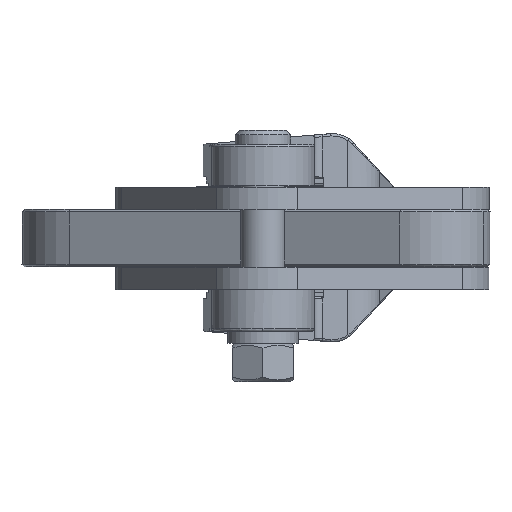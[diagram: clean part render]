
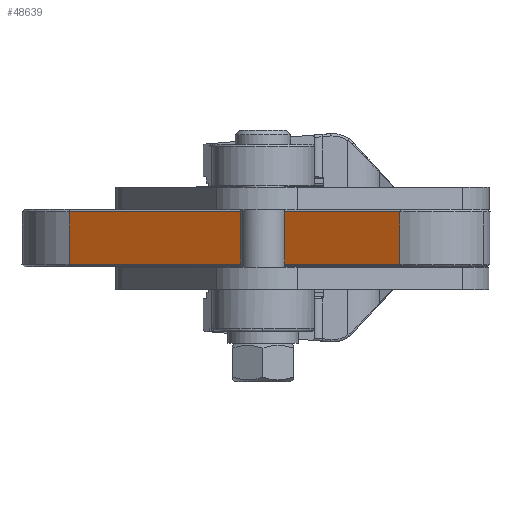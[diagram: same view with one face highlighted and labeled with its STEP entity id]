
A CAD part, front view. The second image highlights one B-rep face of the part: STEP entity #48639.
In plain terms, the highlighted face is planar.
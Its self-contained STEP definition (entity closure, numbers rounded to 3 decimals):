
#3009 = VECTOR ( 'NONE', #21218, 1000. ) ;
#3171 = CARTESIAN_POINT ( 'NONE',  ( 79.7, -13.2, 0.5 ) ) ;
#3983 = DIRECTION ( 'NONE',  ( -1., 0., 0. ) ) ;
#4215 = VERTEX_POINT ( 'NONE', #3171 ) ;
#4631 = EDGE_CURVE ( 'NONE', #32878, #4215, #12169, .T. ) ;
#11298 = VERTEX_POINT ( 'NONE', #37797 ) ;
#12169 = LINE ( 'NONE', #32630, #34420 ) ;
#12202 = VECTOR ( 'NONE', #24606, 1000. ) ;
#18053 = ORIENTED_EDGE ( 'NONE', *, *, #24643, .T. ) ;
#20100 = CARTESIAN_POINT ( 'NONE',  ( 39.85, -13.2, 0.5 ) ) ;
#21218 = DIRECTION ( 'NONE',  ( 0., 0., -1. ) ) ;
#21666 = PLANE ( 'NONE',  #41136 ) ;
#22354 = CARTESIAN_POINT ( 'NONE',  ( 0., -13.2, 11.8 ) ) ;
#22991 = EDGE_CURVE ( 'NONE', #44651, #32878, #47792, .T. ) ;
#23789 = DIRECTION ( 'NONE',  ( 1., 0., 0. ) ) ;
#24606 = DIRECTION ( 'NONE',  ( -1., 0., 0. ) ) ;
#24643 = EDGE_CURVE ( 'NONE', #44651, #11298, #37115, .T. ) ;
#26162 = CARTESIAN_POINT ( 'NONE',  ( 79.7, -13.2, 0.5 ) ) ;
#32502 = CARTESIAN_POINT ( 'NONE',  ( 39.85, -13.2, 11.8 ) ) ;
#32630 = CARTESIAN_POINT ( 'NONE',  ( 79.7, -13.2, 6.15 ) ) ;
#32878 = VERTEX_POINT ( 'NONE', #32934 ) ;
#32934 = CARTESIAN_POINT ( 'NONE',  ( 79.7, -13.2, 11.8 ) ) ;
#34420 = VECTOR ( 'NONE', #50438, 1000. ) ;
#35954 = VECTOR ( 'NONE', #23789, 1000. ) ;
#36035 = EDGE_LOOP ( 'NONE', ( #38961, #52889, #49110, #18053 ) ) ;
#37115 = LINE ( 'NONE', #43559, #3009 ) ;
#37797 = CARTESIAN_POINT ( 'NONE',  ( 0., -13.2, 0.5 ) ) ;
#38961 = ORIENTED_EDGE ( 'NONE', *, *, #53646, .F. ) ;
#41136 = AXIS2_PLACEMENT_3D ( 'NONE', #26162, #48379, #3983 ) ;
#43559 = CARTESIAN_POINT ( 'NONE',  ( 0., -13.2, 6.15 ) ) ;
#44651 = VERTEX_POINT ( 'NONE', #22354 ) ;
#46306 = LINE ( 'NONE', #20100, #12202 ) ;
#47792 = LINE ( 'NONE', #32502, #35954 ) ;
#48379 = DIRECTION ( 'NONE',  ( 0., 1., 0. ) ) ;
#48639 = ADVANCED_FACE ( 'NONE', ( #57501 ), #21666, .F. ) ;
#49110 = ORIENTED_EDGE ( 'NONE', *, *, #22991, .F. ) ;
#50438 = DIRECTION ( 'NONE',  ( 0., 0., -1. ) ) ;
#52889 = ORIENTED_EDGE ( 'NONE', *, *, #4631, .F. ) ;
#53646 = EDGE_CURVE ( 'NONE', #4215, #11298, #46306, .T. ) ;
#57501 = FACE_OUTER_BOUND ( 'NONE', #36035, .T. ) ;
